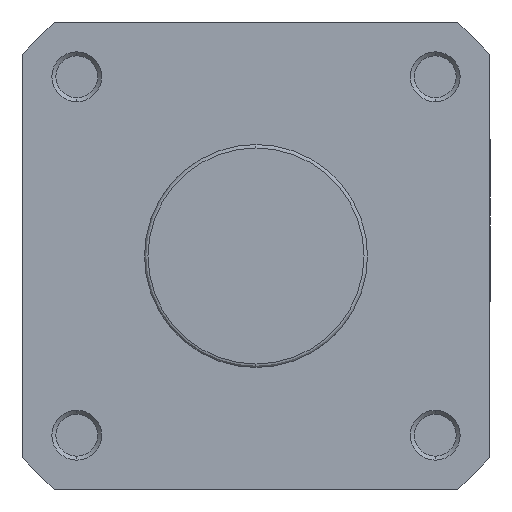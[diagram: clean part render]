
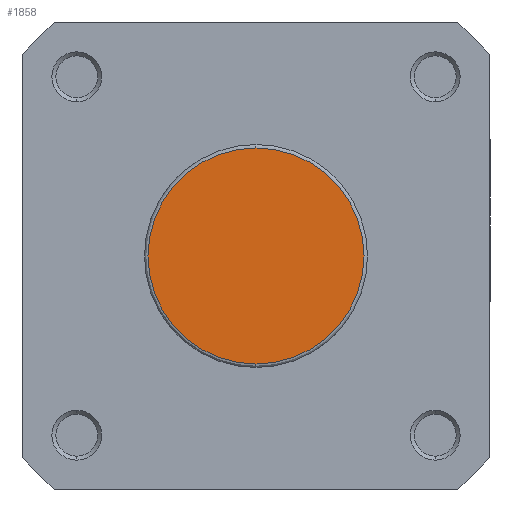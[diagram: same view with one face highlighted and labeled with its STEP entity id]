
A CAD part, left-side view. The second image highlights one B-rep face of the part: STEP entity #1858.
In plain terms, the highlighted planar face has unit normal (-1, 0, 0).
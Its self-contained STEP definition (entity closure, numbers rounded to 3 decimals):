
#296 = VERTEX_POINT ( 'NONE', #5530 ) ;
#330 = VERTEX_POINT ( 'NONE', #5481 ) ;
#1461 = CARTESIAN_POINT ( 'NONE',  ( 0., 0., 0. ) ) ;
#1462 = DIRECTION ( 'NONE',  ( -1., 0., 0. ) ) ;
#1463 = DIRECTION ( 'NONE',  ( 0., 0., -1. ) ) ;
#1858 = ADVANCED_FACE ( 'NONE', ( #2524 ), #5389, .F. ) ;
#2048 = CARTESIAN_POINT ( 'NONE',  ( 0., 0., 0. ) ) ;
#2060 = DIRECTION ( 'NONE',  ( -1., 0., 0. ) ) ;
#2062 = DIRECTION ( 'NONE',  ( 0., 0., -1. ) ) ;
#2524 = FACE_OUTER_BOUND ( 'NONE', #2599, .T. ) ;
#2599 = EDGE_LOOP ( 'NONE', ( #4876, #4896 ) ) ;
#3472 = AXIS2_PLACEMENT_3D ( 'NONE', #5387, #5391, #5392 ) ;
#3823 = AXIS2_PLACEMENT_3D ( 'NONE', #1461, #1462, #1463 ) ;
#3852 = AXIS2_PLACEMENT_3D ( 'NONE', #2048, #2060, #2062 ) ;
#4774 = CIRCLE ( 'NONE', #3823, 21.7 ) ;
#4860 = CIRCLE ( 'NONE', #3852, 21.7 ) ;
#4876 = ORIENTED_EDGE ( 'NONE', *, *, #5057, .T. ) ;
#4896 = ORIENTED_EDGE ( 'NONE', *, *, #5001, .T. ) ;
#5001 = EDGE_CURVE ( 'NONE', #296, #330, #4774, .T. ) ;
#5057 = EDGE_CURVE ( 'NONE', #330, #296, #4860, .T. ) ;
#5387 = CARTESIAN_POINT ( 'NONE',  ( 0., 22.4, 0. ) ) ;
#5389 = PLANE ( 'NONE',  #3472 ) ;
#5391 = DIRECTION ( 'NONE',  ( 1., 0., 0. ) ) ;
#5392 = DIRECTION ( 'NONE',  ( 0., 0., -1. ) ) ;
#5481 = CARTESIAN_POINT ( 'NONE',  ( 0., 0., -21.7 ) ) ;
#5530 = CARTESIAN_POINT ( 'NONE',  ( 0., 0., 21.7 ) ) ;
